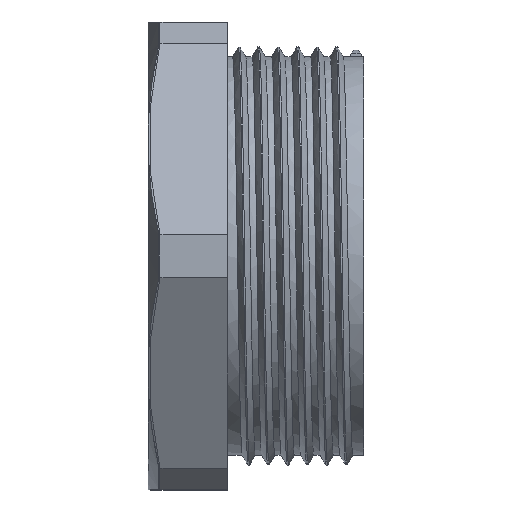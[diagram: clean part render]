
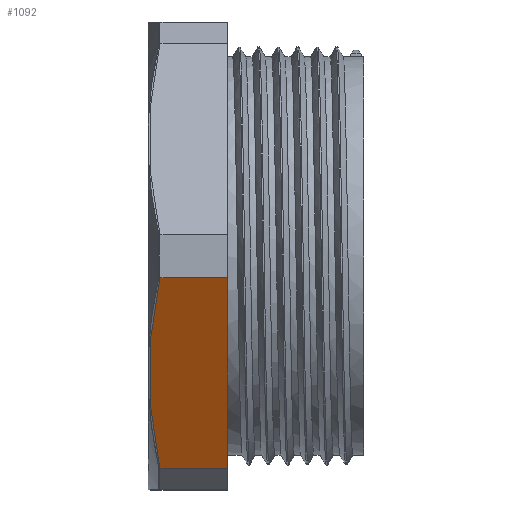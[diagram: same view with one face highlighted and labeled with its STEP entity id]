
A CAD part, front view. The second image highlights one B-rep face of the part: STEP entity #1092.
In plain terms, the highlighted planar face has unit normal (0, -0.866, -0.5).
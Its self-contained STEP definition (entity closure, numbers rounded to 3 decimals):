
#41=LINE('',#2574,#85);
#45=LINE('',#2627,#89);
#46=LINE('',#2628,#90);
#85=VECTOR('',#1349,10.);
#89=VECTOR('',#1373,10.);
#90=VECTOR('',#1374,10.);
#138=B_SPLINE_CURVE_WITH_KNOTS('',3,(#2621,#2622,#2623,#2624,#2625),
 .UNSPECIFIED.,.F.,.F.,(4,1,4),(0.302,1.275,2.004),
 .UNSPECIFIED.);
#217=PLANE('',#1194);
#265=FACE_OUTER_BOUND('',#344,.T.);
#344=EDGE_LOOP('',(#814,#815,#816,#817));
#503=VERTEX_POINT('',#2567);
#506=VERTEX_POINT('',#2572);
#511=VERTEX_POINT('',#2620);
#512=VERTEX_POINT('',#2626);
#616=EDGE_CURVE('',#506,#503,#41,.T.);
#627=EDGE_CURVE('',#511,#506,#138,.T.);
#628=EDGE_CURVE('',#512,#511,#45,.T.);
#629=EDGE_CURVE('',#503,#512,#46,.T.);
#814=ORIENTED_EDGE('',*,*,#616,.F.);
#815=ORIENTED_EDGE('',*,*,#627,.F.);
#816=ORIENTED_EDGE('',*,*,#628,.F.);
#817=ORIENTED_EDGE('',*,*,#629,.F.);
#1092=ADVANCED_FACE('',(#265),#217,.F.);
#1194=AXIS2_PLACEMENT_3D('',#2619,#1371,#1372);
#1349=DIRECTION('',(1.,0.,0.));
#1371=DIRECTION('center_axis',(0.,0.866,
0.5));
#1372=DIRECTION('ref_axis',(0.,-0.5,0.866));
#1373=DIRECTION('',(-1.,0.,0.));
#1374=DIRECTION('',(0.,0.5,-0.866));
#2567=CARTESIAN_POINT('',(-10.5,-19.818,-1.674));
#2572=CARTESIAN_POINT('',(-15.686,-19.818,-1.674));
#2574=CARTESIAN_POINT('',(-16.6,-19.818,-1.674));
#2619=CARTESIAN_POINT('Origin',(-16.6,-11.346,-16.349));
#2620=CARTESIAN_POINT('',(-15.686,-11.359,-16.326));
#2621=CARTESIAN_POINT('Ctrl Pts',(-15.686,-11.359,-16.326));
#2622=CARTESIAN_POINT('Ctrl Pts',(-16.295,-12.952,-13.567));
#2623=CARTESIAN_POINT('Ctrl Pts',(-16.852,-15.795,-8.642));
#2624=CARTESIAN_POINT('Ctrl Pts',(-16.143,-18.623,-3.743));
#2625=CARTESIAN_POINT('Ctrl Pts',(-15.686,-19.818,-1.674));
#2626=CARTESIAN_POINT('',(-10.5,-11.359,-16.326));
#2627=CARTESIAN_POINT('',(-16.6,-11.359,-16.326));
#2628=CARTESIAN_POINT('',(-10.5,-11.55,-15.995));
